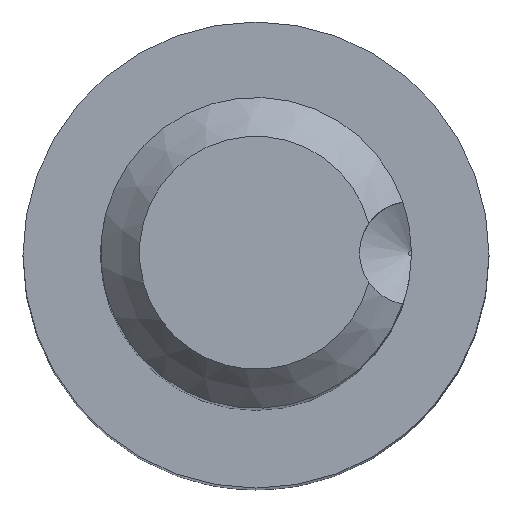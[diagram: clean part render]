
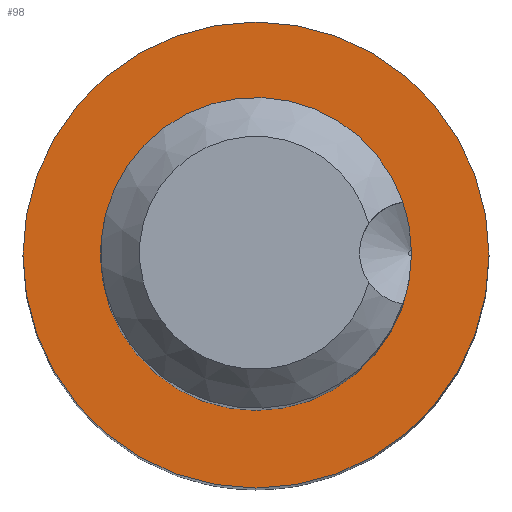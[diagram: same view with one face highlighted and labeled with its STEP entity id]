
A CAD part, top view. The second image highlights one B-rep face of the part: STEP entity #98.
In plain terms, the highlighted planar face has unit normal (0, 0, 1).
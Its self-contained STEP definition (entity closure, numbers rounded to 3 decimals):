
#98=ADVANCED_FACE('',(#189,#191),#193,.T.);
#189=FACE_BOUND('',#190,.T.);
#190=EDGE_LOOP('',(#266));
#191=FACE_BOUND('',#192,.T.);
#192=EDGE_LOOP('',(#267));
#193=PLANE('',#194);
#194=AXIS2_PLACEMENT_3D('',#195,#196,#197);
#195=CARTESIAN_POINT('',(0.,0.,45.));
#196=DIRECTION('',(0.,0.,1.));
#197=DIRECTION('',(1.,0.,0.));
#266=ORIENTED_EDGE('',*,*,#295,.T.);
#267=ORIENTED_EDGE('',*,*,#292,.F.);
#292=EDGE_CURVE('',#320,#320,#321,.T.);
#295=EDGE_CURVE('',#324,#324,#325,.T.);
#320=VERTEX_POINT('',#434);
#321=CIRCLE('',#435,6.);
#324=VERTEX_POINT('',#447);
#325=CIRCLE('',#448,9.);
#434=CARTESIAN_POINT('',(6.,0.,45.));
#435=AXIS2_PLACEMENT_3D('',#436,#437,#438);
#436=CARTESIAN_POINT('',(0.,0.,45.));
#437=DIRECTION('',(0.,0.,1.));
#438=DIRECTION('',(1.,0.,0.));
#447=CARTESIAN_POINT('',(9.,0.,45.));
#448=AXIS2_PLACEMENT_3D('',#449,#450,#451);
#449=CARTESIAN_POINT('',(0.,0.,45.));
#450=DIRECTION('',(0.,0.,1.));
#451=DIRECTION('',(1.,0.,0.));
